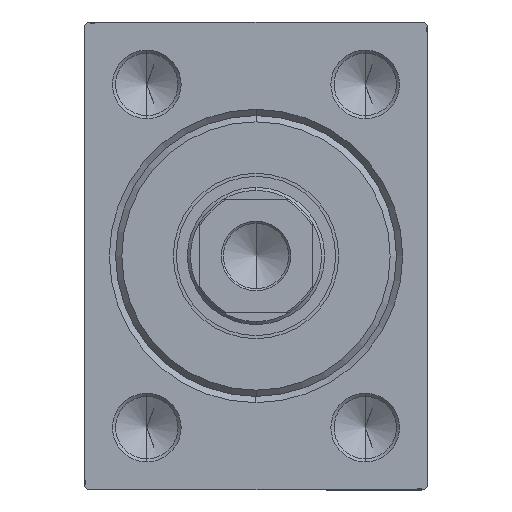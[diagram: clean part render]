
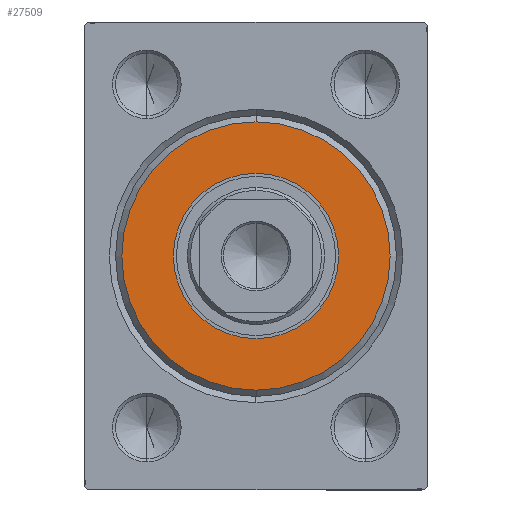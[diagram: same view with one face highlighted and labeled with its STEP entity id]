
A CAD part, left-side view. The second image highlights one B-rep face of the part: STEP entity #27509.
In plain terms, the highlighted face is planar.
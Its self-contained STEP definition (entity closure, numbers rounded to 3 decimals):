
#872 = CARTESIAN_POINT ( 'NONE',  ( 3., 0., 0. ) ) ;
#1194 = EDGE_CURVE ( 'NONE', #40802, #4798, #12349, .T. ) ;
#2530 = VERTEX_POINT ( 'NONE', #40464 ) ;
#3759 = AXIS2_PLACEMENT_3D ( 'NONE', #17118, #31373, #28412 ) ;
#4798 = VERTEX_POINT ( 'NONE', #16359 ) ;
#6699 = CIRCLE ( 'NONE', #37063, 13.25 ) ;
#7634 = FACE_BOUND ( 'NONE', #32560, .T. ) ;
#7760 = ORIENTED_EDGE ( 'NONE', *, *, #1194, .T. ) ;
#8108 = CARTESIAN_POINT ( 'NONE',  ( 3., 0., 0. ) ) ;
#8339 = DIRECTION ( 'NONE',  ( 1., 0., 0. ) ) ;
#8869 = EDGE_CURVE ( 'NONE', #2530, #29786, #22566, .T. ) ;
#9209 = EDGE_LOOP ( 'NONE', ( #7760, #26256 ) ) ;
#9549 = CIRCLE ( 'NONE', #3759, 21.5 ) ;
#12349 = CIRCLE ( 'NONE', #41956, 21.5 ) ;
#14007 = CARTESIAN_POINT ( 'NONE',  ( 3., 0., 13.25 ) ) ;
#14638 = AXIS2_PLACEMENT_3D ( 'NONE', #8108, #8339, #25080 ) ;
#16359 = CARTESIAN_POINT ( 'NONE',  ( 3., 0., -21.5 ) ) ;
#17118 = CARTESIAN_POINT ( 'NONE',  ( 3., 0., 0. ) ) ;
#17297 = DIRECTION ( 'NONE',  ( 0., 0., -1. ) ) ;
#21473 = DIRECTION ( 'NONE',  ( 0., 0., -1. ) ) ;
#22566 = CIRCLE ( 'NONE', #14638, 13.25 ) ;
#24384 = FACE_OUTER_BOUND ( 'NONE', #9209, .T. ) ;
#25080 = DIRECTION ( 'NONE',  ( 0., 0., -1. ) ) ;
#26256 = ORIENTED_EDGE ( 'NONE', *, *, #36278, .T. ) ;
#27509 = ADVANCED_FACE ( 'NONE', ( #24384, #7634 ), #38635, .T. ) ;
#27932 = CARTESIAN_POINT ( 'NONE',  ( 3., 0., 0. ) ) ;
#28412 = DIRECTION ( 'NONE',  ( 0., 0., -1. ) ) ;
#29786 = VERTEX_POINT ( 'NONE', #14007 ) ;
#31373 = DIRECTION ( 'NONE',  ( 1., 0., 0. ) ) ;
#31412 = CARTESIAN_POINT ( 'NONE',  ( 3., 0., 0. ) ) ;
#32560 = EDGE_LOOP ( 'NONE', ( #36949, #37862 ) ) ;
#34950 = DIRECTION ( 'NONE',  ( 1., 0., 0. ) ) ;
#35242 = DIRECTION ( 'NONE',  ( 0., 0., -1. ) ) ;
#36278 = EDGE_CURVE ( 'NONE', #4798, #40802, #9549, .T. ) ;
#36949 = ORIENTED_EDGE ( 'NONE', *, *, #8869, .F. ) ;
#37063 = AXIS2_PLACEMENT_3D ( 'NONE', #872, #39338, #21473 ) ;
#37862 = ORIENTED_EDGE ( 'NONE', *, *, #39405, .F. ) ;
#37968 = DIRECTION ( 'NONE',  ( 1., 0., 0. ) ) ;
#38635 = PLANE ( 'NONE',  #43290 ) ;
#39338 = DIRECTION ( 'NONE',  ( 1., 0., 0. ) ) ;
#39405 = EDGE_CURVE ( 'NONE', #29786, #2530, #6699, .T. ) ;
#40464 = CARTESIAN_POINT ( 'NONE',  ( 3., 0., -13.25 ) ) ;
#40802 = VERTEX_POINT ( 'NONE', #41843 ) ;
#41843 = CARTESIAN_POINT ( 'NONE',  ( 3., 0., 21.5 ) ) ;
#41956 = AXIS2_PLACEMENT_3D ( 'NONE', #27932, #34950, #17297 ) ;
#43290 = AXIS2_PLACEMENT_3D ( 'NONE', #31412, #37968, #35242 ) ;
